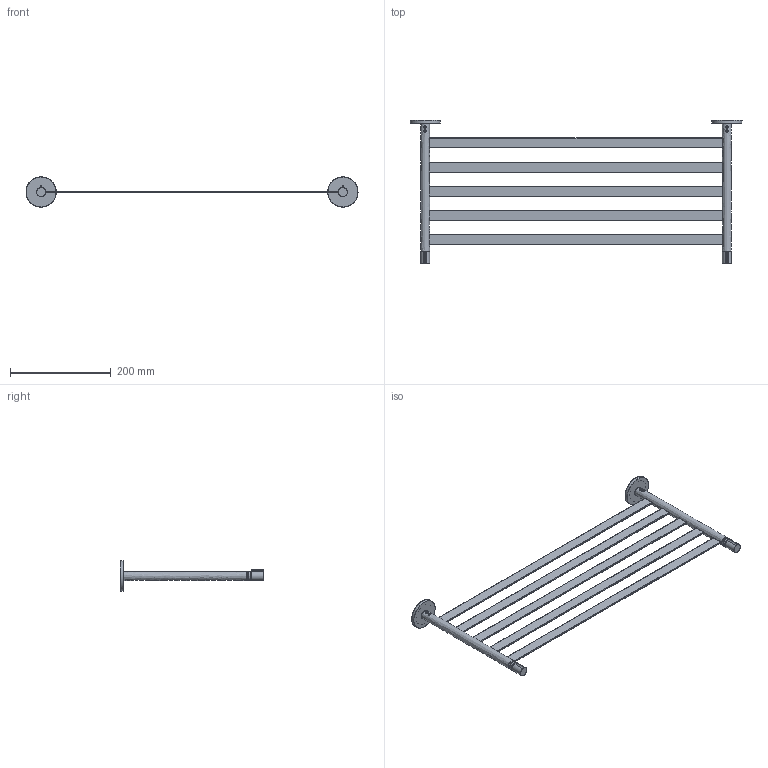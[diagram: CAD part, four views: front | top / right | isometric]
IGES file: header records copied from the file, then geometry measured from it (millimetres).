
Start section: C
Global section: file name: GTA25-00.igs; native system: By Siemens PLM Incorporated; preprocessor: XPlus GENERIC/IGES 27.1.215; author: Author; organization: Title; date: 20260219.101429; units: millimetre
Bounding box: 659.98 x 285 x 59.97 mm (x, y, z)
Volume: 325495.9 mm3; surface area: 186586.4 mm2
Topology: 9 solids, 29 shells, 414 faces, 928 edges, 572 vertices
Faces by surface type: bspline 414
